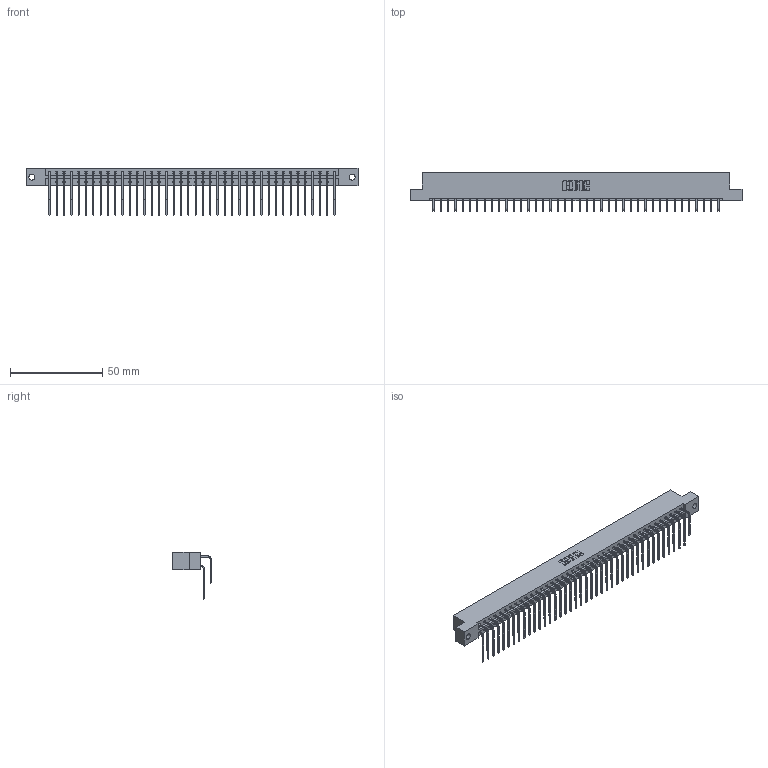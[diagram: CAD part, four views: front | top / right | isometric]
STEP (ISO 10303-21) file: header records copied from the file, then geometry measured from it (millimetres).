
FILE_DESCRIPTION (( 'STEP AP203' ), '1' );
FILE_NAME ('833-080-559-202.STEP', '2020-06-05T22:36:33', ( '' ), ( '' ), 'SwSTEP 2.0', 'SolidWorks 2020', '' );
FILE_SCHEMA (( 'CONFIG_CONTROL_DESIGN' ));
Length unit declared in the file: inch
Products named in the file (4): 345-292-001_559 Tail - 2; 833-080-559-202; 833 Part_Flush - .128 Dia; 345-292-001_558 559 Tail - 1
Assembly tree (81 placements, depth 2):
  833-080-559-202
    833 Part_Flush - .128 Dia
    345-292-001_558 559 Tail - 1  x40
    345-292-001_559 Tail - 2  x40
Bounding box: 180.04 x 20.9 x 25.53 mm (x, y, z)
Volume: 18786.7 mm3; surface area: 24214.5 mm2
Topology: 81 solids, 81 shells, 4434 faces, 13191 edges, 8686 vertices
Faces by surface type: plane 3110, cylinder 1324
Entity records: 27779 total; most frequent: CARTESIAN_POINT 4657, ORIENTED_EDGE 4542, DIRECTION 3963, EDGE_CURVE 2271, VECTOR 2103, LINE 2103, VERTEX_POINT 1510, AXIS2_PLACEMENT_3D 930
